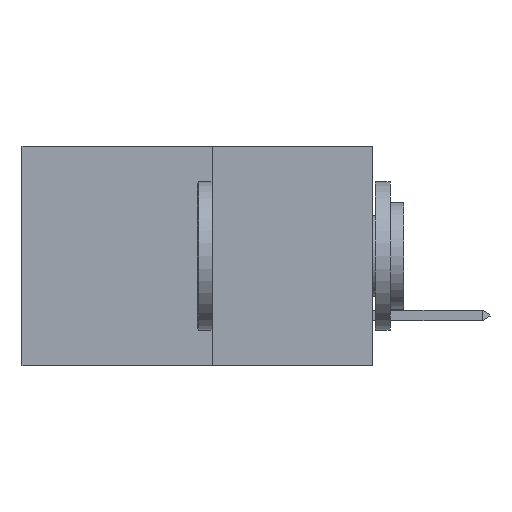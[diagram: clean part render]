
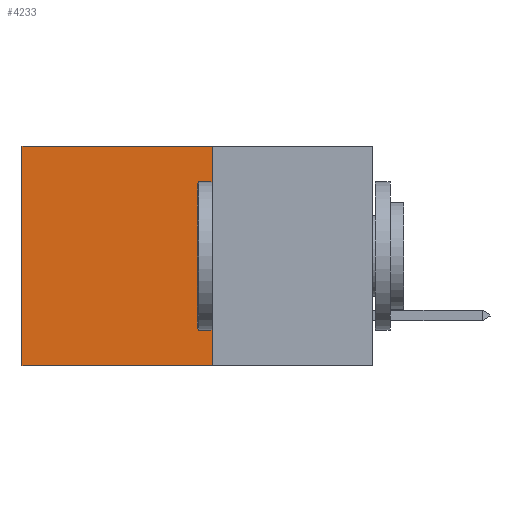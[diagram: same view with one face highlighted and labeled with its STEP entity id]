
A CAD part, left-side view. The second image highlights one B-rep face of the part: STEP entity #4233.
In plain terms, the highlighted planar face has unit normal (-1, 0, 0).
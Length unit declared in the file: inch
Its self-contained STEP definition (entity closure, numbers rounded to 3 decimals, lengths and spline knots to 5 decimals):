
#383 = EDGE_CURVE ( 'NONE', #10043, #6569, #5767, .T. ) ;
#1797 = VECTOR ( 'NONE', #2328, 39.37008 ) ;
#1996 = ORIENTED_EDGE ( 'NONE', *, *, #7347, .T. ) ;
#2328 = DIRECTION ( 'NONE',  ( 0., 0., -1. ) ) ;
#2471 = LINE ( 'NONE', #5514, #12679 ) ;
#3010 = CARTESIAN_POINT ( 'NONE',  ( 0.277, 0.59, -0.37 ) ) ;
#3174 = CARTESIAN_POINT ( 'NONE',  ( 0.277, 0.27, -0.37 ) ) ;
#3481 = CARTESIAN_POINT ( 'NONE',  ( 0.277, 0.59, -0.37 ) ) ;
#4233 = ADVANCED_FACE ( 'NONE', ( #12703 ), #12124, .F. ) ;
#4509 = LINE ( 'NONE', #3481, #1797 ) ;
#4716 = ORIENTED_EDGE ( 'NONE', *, *, #383, .F. ) ;
#4848 = CARTESIAN_POINT ( 'NONE',  ( 0.277, 0.59, 0. ) ) ;
#4916 = CARTESIAN_POINT ( 'NONE',  ( 0.277, 0.27, -0.37 ) ) ;
#5057 = ORIENTED_EDGE ( 'NONE', *, *, #12667, .F. ) ;
#5514 = CARTESIAN_POINT ( 'NONE',  ( 0.277, 0.27, 0. ) ) ;
#5767 = LINE ( 'NONE', #11786, #11122 ) ;
#6569 = VERTEX_POINT ( 'NONE', #3010 ) ;
#6617 = CARTESIAN_POINT ( 'NONE',  ( 0.277, 0.27, 0. ) ) ;
#7347 = EDGE_CURVE ( 'NONE', #11757, #6569, #4509, .T. ) ;
#8259 = DIRECTION ( 'NONE',  ( 0., 1., 0. ) ) ;
#8463 = VERTEX_POINT ( 'NONE', #6617 ) ;
#8748 = DIRECTION ( 'NONE',  ( 0., 1., 0. ) ) ;
#9032 = VECTOR ( 'NONE', #10206, 39.37008 ) ;
#9356 = LINE ( 'NONE', #4916, #9032 ) ;
#10043 = VERTEX_POINT ( 'NONE', #3174 ) ;
#10206 = DIRECTION ( 'NONE',  ( 0., 0., -1. ) ) ;
#10710 = ORIENTED_EDGE ( 'NONE', *, *, #12394, .T. ) ;
#11122 = VECTOR ( 'NONE', #8259, 39.37008 ) ;
#11407 = EDGE_LOOP ( 'NONE', ( #1996, #4716, #5057, #10710 ) ) ;
#11751 = DIRECTION ( 'NONE',  ( 0., 0., -1. ) ) ;
#11757 = VERTEX_POINT ( 'NONE', #4848 ) ;
#11772 = DIRECTION ( 'NONE',  ( 1., 0., 0. ) ) ;
#11786 = CARTESIAN_POINT ( 'NONE',  ( 0.277, 0.27, -0.37 ) ) ;
#11806 = CARTESIAN_POINT ( 'NONE',  ( 0.277, 0.27, -0.37 ) ) ;
#12124 = PLANE ( 'NONE',  #13292 ) ;
#12394 = EDGE_CURVE ( 'NONE', #8463, #11757, #2471, .T. ) ;
#12667 = EDGE_CURVE ( 'NONE', #8463, #10043, #9356, .T. ) ;
#12679 = VECTOR ( 'NONE', #8748, 39.37008 ) ;
#12703 = FACE_OUTER_BOUND ( 'NONE', #11407, .T. ) ;
#13292 = AXIS2_PLACEMENT_3D ( 'NONE', #11806, #11772, #11751 ) ;
